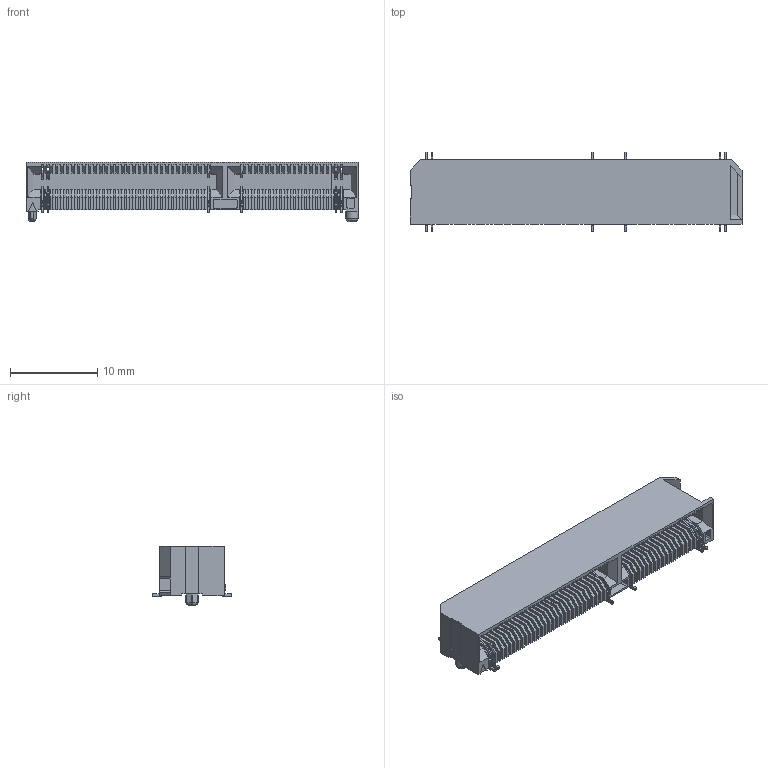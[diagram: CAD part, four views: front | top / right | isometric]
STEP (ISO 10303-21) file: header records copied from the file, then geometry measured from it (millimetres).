
FILE_DESCRIPTION((''),'2;1');
FILE_NAME('SAMTEC_MEC6-150-02-L-D-RA1.stp','2012-09-13T14:31:26',(''),(''),'Mechanical Desktop 2011','Mechanical Desktop 2011',', , ');
FILE_SCHEMA(('AUTOMOTIVE_DESIGN { 1 2 10303 214 1 1 1 1 }'));
Length unit declared in the file: millimetre
Products named in the file (1): Product
Bounding box: 38.09 x 9.1 x 6.83 mm (x, y, z)
Volume: 773 mm3; surface area: 3078.4 mm2
Topology: 17 solids, 17 shells, 1908 faces, 5477 edges, 3577 vertices
Faces by surface type: plane 1508, cylinder 347, bspline 27, torus 12, cone 8, sphere 6
Entity records: 62206 total; most frequent: CARTESIAN_POINT 11659, ORIENTED_EDGE 10936, DIRECTION 10016, EDGE_CURVE 5468, VECTOR 4670, LINE 4670, VERTEX_POINT 3575, AXIS2_PLACEMENT_3D 2673
